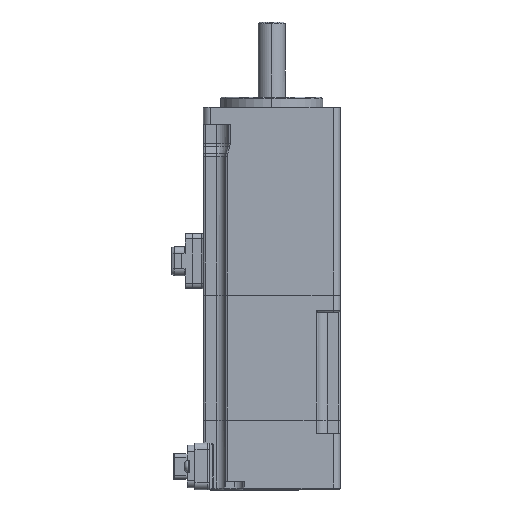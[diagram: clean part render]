
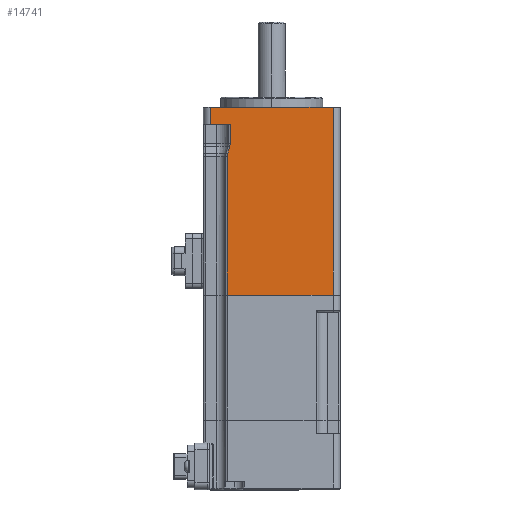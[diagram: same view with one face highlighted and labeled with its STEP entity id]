
A CAD part, top view. The second image highlights one B-rep face of the part: STEP entity #14741.
In plain terms, the highlighted planar face has unit normal (0, 0, 1).
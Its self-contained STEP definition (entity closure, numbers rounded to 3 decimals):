
#77 = EDGE_CURVE ( 'NONE', #13495, #11103, #20785, .T. ) ;
#404 = DIRECTION ( 'NONE',  ( 0., 0., -1. ) ) ;
#658 = AXIS2_PLACEMENT_3D ( 'NONE', #11758, #1235, #4853 ) ;
#1235 = DIRECTION ( 'NONE',  ( 0., 0., -1. ) ) ;
#1458 = CARTESIAN_POINT ( 'NONE',  ( -18., -61.992, 20. ) ) ;
#1750 = AXIS2_PLACEMENT_3D ( 'NONE', #6812, #22344, #17182 ) ;
#1986 = ORIENTED_EDGE ( 'NONE', *, *, #21986, .T. ) ;
#2068 = CARTESIAN_POINT ( 'NONE',  ( -18., -56.992, 20. ) ) ;
#2877 = CARTESIAN_POINT ( 'NONE',  ( -13., -111.992, 20. ) ) ;
#2908 = VERTEX_POINT ( 'NONE', #5574 ) ;
#3059 = ORIENTED_EDGE ( 'NONE', *, *, #12172, .T. ) ;
#3279 = CARTESIAN_POINT ( 'NONE',  ( -12.163, -67.58, 20. ) ) ;
#3287 = EDGE_LOOP ( 'NONE', ( #4515, #16549, #14306, #3059, #15577, #8285, #1986, #4839, #3918, #9805 ) ) ;
#3369 = CARTESIAN_POINT ( 'NONE',  ( -18., -61.992, 20. ) ) ;
#3553 = VERTEX_POINT ( 'NONE', #5077 ) ;
#3918 = ORIENTED_EDGE ( 'NONE', *, *, #4776, .T. ) ;
#3945 = LINE ( 'NONE', #1458, #16443 ) ;
#4125 = VECTOR ( 'NONE', #8652, 1000. ) ;
#4295 = EDGE_CURVE ( 'NONE', #13722, #16769, #6073, .T. ) ;
#4515 = ORIENTED_EDGE ( 'NONE', *, *, #9372, .T. ) ;
#4547 = CARTESIAN_POINT ( 'NONE',  ( -12.907, -70.718, 20. ) ) ;
#4727 = CIRCLE ( 'NONE', #658, 3.5 ) ;
#4776 = EDGE_CURVE ( 'NONE', #13722, #2908, #15289, .T. ) ;
#4839 = ORIENTED_EDGE ( 'NONE', *, *, #4295, .F. ) ;
#4853 = DIRECTION ( 'NONE',  ( -1., 0., 0. ) ) ;
#5051 = EDGE_CURVE ( 'NONE', #19199, #3553, #4727, .T. ) ;
#5077 = CARTESIAN_POINT ( 'NONE',  ( -12.293, -68.524, 20. ) ) ;
#5160 = CARTESIAN_POINT ( 'NONE',  ( -13., -53.992, 20. ) ) ;
#5330 = CARTESIAN_POINT ( 'NONE',  ( 18., -111.992, 20. ) ) ;
#5493 = EDGE_CURVE ( 'NONE', #2908, #17815, #19062, .T. ) ;
#5546 = VECTOR ( 'NONE', #21247, 1000. ) ;
#5574 = CARTESIAN_POINT ( 'NONE',  ( -18., -56.992, 20. ) ) ;
#5747 = CARTESIAN_POINT ( 'NONE',  ( 18., -56.992, 20. ) ) ;
#6018 = DIRECTION ( 'NONE',  ( 0., -1., 0. ) ) ;
#6073 = LINE ( 'NONE', #7792, #11524 ) ;
#6699 = DIRECTION ( 'NONE',  ( 0., -1., 0. ) ) ;
#6812 = CARTESIAN_POINT ( 'NONE',  ( -10.5, -71.392, 20. ) ) ;
#7792 = CARTESIAN_POINT ( 'NONE',  ( 18., -53.992, 20. ) ) ;
#7972 = CARTESIAN_POINT ( 'NONE',  ( -8.935, -56.531, 20. ) ) ;
#8149 = VERTEX_POINT ( 'NONE', #10235 ) ;
#8285 = ORIENTED_EDGE ( 'NONE', *, *, #22045, .T. ) ;
#8652 = DIRECTION ( 'NONE',  ( 1., 0., 0. ) ) ;
#8750 = LINE ( 'NONE', #13811, #4125 ) ;
#9316 = VECTOR ( 'NONE', #9544, 1000. ) ;
#9372 = EDGE_CURVE ( 'NONE', #17815, #8149, #3945, .T. ) ;
#9544 = DIRECTION ( 'NONE',  ( 0., -1., 0. ) ) ;
#9772 = CARTESIAN_POINT ( 'NONE',  ( -18., -53.992, 20. ) ) ;
#9805 = ORIENTED_EDGE ( 'NONE', *, *, #5493, .T. ) ;
#10235 = CARTESIAN_POINT ( 'NONE',  ( -12.163, -61.992, 20. ) ) ;
#10677 = VECTOR ( 'NONE', #11292, 1000. ) ;
#11093 = VECTOR ( 'NONE', #11503, 1000. ) ;
#11103 = VERTEX_POINT ( 'NONE', #21581 ) ;
#11292 = DIRECTION ( 'NONE',  ( -0.27, -0.963, 0. ) ) ;
#11503 = DIRECTION ( 'NONE',  ( 0., -1., 0. ) ) ;
#11524 = VECTOR ( 'NONE', #6018, 1000. ) ;
#11758 = CARTESIAN_POINT ( 'NONE',  ( -15.663, -67.58, 20. ) ) ;
#12172 = EDGE_CURVE ( 'NONE', #3553, #13495, #15828, .T. ) ;
#13275 = LINE ( 'NONE', #14843, #11093 ) ;
#13495 = VERTEX_POINT ( 'NONE', #4547 ) ;
#13722 = VERTEX_POINT ( 'NONE', #5747 ) ;
#13811 = CARTESIAN_POINT ( 'NONE',  ( -18., -111.992, 20. ) ) ;
#13968 = CARTESIAN_POINT ( 'NONE',  ( -18., -53.992, 20. ) ) ;
#14306 = ORIENTED_EDGE ( 'NONE', *, *, #5051, .T. ) ;
#14741 = ADVANCED_FACE ( 'NONE', ( #16829 ), #15797, .F. ) ;
#14843 = CARTESIAN_POINT ( 'NONE',  ( -12.163, -67.58, 20. ) ) ;
#15289 = LINE ( 'NONE', #2068, #5546 ) ;
#15577 = ORIENTED_EDGE ( 'NONE', *, *, #77, .T. ) ;
#15578 = EDGE_CURVE ( 'NONE', #8149, #19199, #13275, .T. ) ;
#15797 = PLANE ( 'NONE',  #19334 ) ;
#15828 = LINE ( 'NONE', #7972, #10677 ) ;
#16443 = VECTOR ( 'NONE', #20192, 1000. ) ;
#16549 = ORIENTED_EDGE ( 'NONE', *, *, #15578, .T. ) ;
#16769 = VERTEX_POINT ( 'NONE', #5330 ) ;
#16829 = FACE_OUTER_BOUND ( 'NONE', #3287, .T. ) ;
#17079 = VERTEX_POINT ( 'NONE', #2877 ) ;
#17182 = DIRECTION ( 'NONE',  ( -1., 0., 0. ) ) ;
#17815 = VERTEX_POINT ( 'NONE', #3369 ) ;
#19062 = LINE ( 'NONE', #9772, #9316 ) ;
#19199 = VERTEX_POINT ( 'NONE', #3279 ) ;
#19265 = DIRECTION ( 'NONE',  ( -1., 0., 0. ) ) ;
#19334 = AXIS2_PLACEMENT_3D ( 'NONE', #13968, #404, #19265 ) ;
#20192 = DIRECTION ( 'NONE',  ( 1., 0., 0. ) ) ;
#20785 = CIRCLE ( 'NONE', #1750, 2.5 ) ;
#21247 = DIRECTION ( 'NONE',  ( -1., 0., 0. ) ) ;
#21581 = CARTESIAN_POINT ( 'NONE',  ( -13., -71.392, 20. ) ) ;
#21986 = EDGE_CURVE ( 'NONE', #17079, #16769, #8750, .T. ) ;
#22045 = EDGE_CURVE ( 'NONE', #11103, #17079, #22312, .T. ) ;
#22312 = LINE ( 'NONE', #5160, #22334 ) ;
#22334 = VECTOR ( 'NONE', #6699, 1000. ) ;
#22344 = DIRECTION ( 'NONE',  ( 0., 0., 1. ) ) ;
